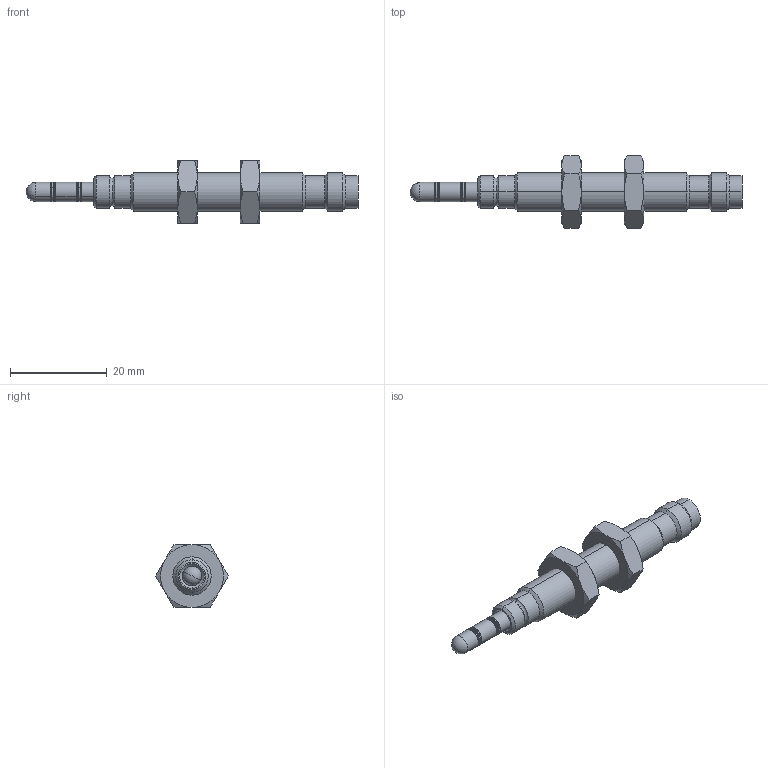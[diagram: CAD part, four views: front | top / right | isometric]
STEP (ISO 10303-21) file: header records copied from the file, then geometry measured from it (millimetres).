
FILE_DESCRIPTION (( 'STEP AP214' ), '1' );
FILE_NAME ('SNP50608.STEP', '2013-05-29T15:03:55', ( 'SyronIT' ), ( 'Syron' ), 'SwSTEP 2.0', 'SolidWorks 2011', '' );
FILE_SCHEMA (( 'AUTOMOTIVE_DESIGN' ));
Length unit declared in the file: inch
Products named in the file (5): Hex Nut Jam_Syron Metric_B18.2.4.5M - Hex jam nut,  M8 x 1.25 --D-C; 46.0449; 03910_03910; 03800_SIMPLIFIED - NO THREAD; SNP50608
Assembly tree (5 placements, depth 2):
  SNP50608
    Hex Nut Jam_Syron Metric_B18.2.4.5M - Hex jam nut,  M8 x 1.25 --D-C  x2
    03910_03910
    46.0449
    03800_SIMPLIFIED - NO THREAD
Bounding box: 68.58 x 15.01 x 13 mm (x, y, z)
Volume: 2290.7 mm3; surface area: 3943.4 mm2
Topology: 5 solids, 5 shells, 829 faces, 1966 edges, 1281 vertices
Faces by surface type: plane 725, cylinder 44, cone 40, sphere 10, torus 10
Entity records: 23608 total; most frequent: CARTESIAN_POINT 4092, DIRECTION 3910, ORIENTED_EDGE 3796, EDGE_CURVE 1898, LINE 1468, VECTOR 1468, VERTEX_POINT 1243, AXIS2_PLACEMENT_3D 1221
